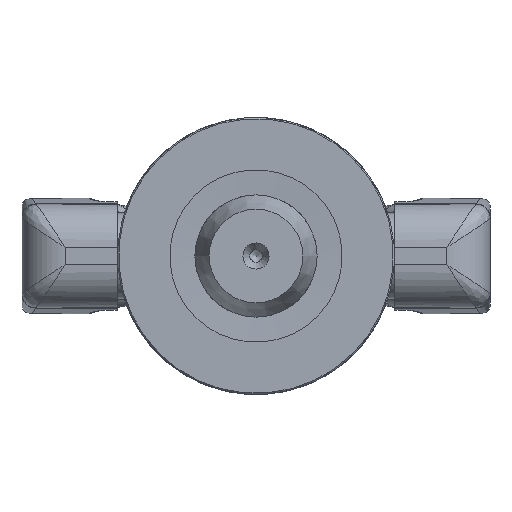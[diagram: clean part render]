
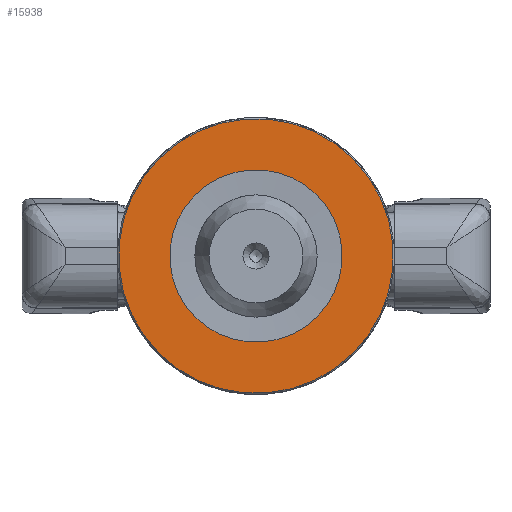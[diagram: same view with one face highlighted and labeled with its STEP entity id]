
A CAD part, front view. The second image highlights one B-rep face of the part: STEP entity #15938.
In plain terms, the highlighted face is planar.
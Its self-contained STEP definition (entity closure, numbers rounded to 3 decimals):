
#125=FACE_BOUND('',#4760,.T.);
#3035=PLANE('',#17061);
#3766=FACE_OUTER_BOUND('',#4759,.T.);
#4759=EDGE_LOOP('',(#13234));
#4760=EDGE_LOOP('',(#13235));
#5460=CIRCLE('',#17058,22.3);
#5462=CIRCLE('',#17062,14.);
#7347=VERTEX_POINT('',#42701);
#7349=VERTEX_POINT('',#42707);
#9432=EDGE_CURVE('',#7347,#7347,#5460,.T.);
#9434=EDGE_CURVE('',#7349,#7349,#5462,.T.);
#13234=ORIENTED_EDGE('',*,*,#9432,.F.);
#13235=ORIENTED_EDGE('',*,*,#9434,.F.);
#15938=ADVANCED_FACE('',(#3766,#125),#3035,.F.);
#17058=AXIS2_PLACEMENT_3D('',#42702,#19211,#19212);
#17061=AXIS2_PLACEMENT_3D('',#42706,#19217,#19218);
#17062=AXIS2_PLACEMENT_3D('',#42708,#19219,#19220);
#19211=DIRECTION('center_axis',(0.,0.,1.));
#19212=DIRECTION('ref_axis',(-1.,0.,0.));
#19217=DIRECTION('center_axis',(0.,0.,1.));
#19218=DIRECTION('ref_axis',(1.,0.,0.));
#19219=DIRECTION('center_axis',(0.,0.,-1.));
#19220=DIRECTION('ref_axis',(-1.,0.,0.));
#42701=CARTESIAN_POINT('',(22.3,0.,0.));
#42702=CARTESIAN_POINT('Origin',(0.,0.,0.));
#42706=CARTESIAN_POINT('Origin',(0.,0.,0.));
#42707=CARTESIAN_POINT('',(14.,0.,0.));
#42708=CARTESIAN_POINT('Origin',(0.,0.,0.));
